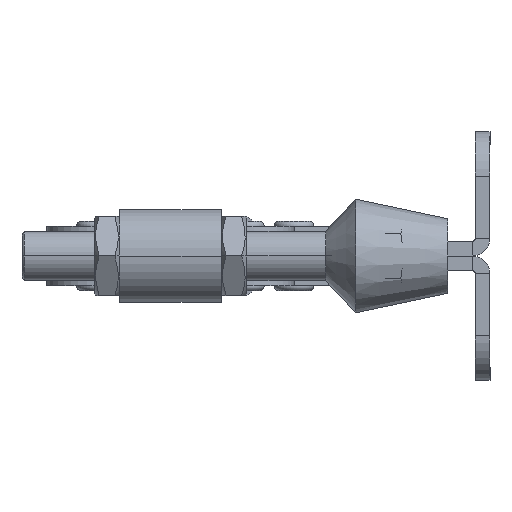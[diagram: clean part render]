
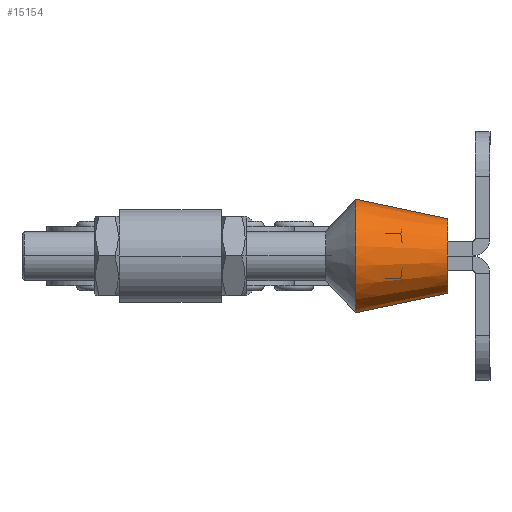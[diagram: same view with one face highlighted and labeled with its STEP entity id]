
A CAD part, left-side view. The second image highlights one B-rep face of the part: STEP entity #15154.
In plain terms, the highlighted conical face has half-angle 12 degrees and reference radius 7.5 mm.
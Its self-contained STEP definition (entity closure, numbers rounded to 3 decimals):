
#1005 = DIRECTION ( 'NONE',  ( 0., 0.978, -0.208 ) ) ;
#1006 = DIRECTION ( 'NONE',  ( 0., 0.978, 0.208 ) ) ;
#1007 = CARTESIAN_POINT ( 'NONE',  ( 0., 0., -7.5 ) ) ;
#1011 = CARTESIAN_POINT ( 'NONE',  ( 0., 0., 7.5 ) ) ;
#1022 = CARTESIAN_POINT ( 'NONE',  ( 0., 18.501, 0. ) ) ;
#1023 = DIRECTION ( 'NONE',  ( 0., -1., 0. ) ) ;
#1024 = DIRECTION ( 'NONE',  ( 0., 0., -1. ) ) ;
#1027 = CARTESIAN_POINT ( 'NONE',  ( 0., 0., 0. ) ) ;
#1028 = DIRECTION ( 'NONE',  ( 0., -1., 0. ) ) ;
#1029 = DIRECTION ( 'NONE',  ( 0., 0., -1. ) ) ;
#1550 = DIRECTION ( 'NONE',  ( 0., 0., 1. ) ) ;
#1552 = DIRECTION ( 'NONE',  ( 0., 1., 0. ) ) ;
#1554 = CARTESIAN_POINT ( 'NONE',  ( 0., 0., 0. ) ) ;
#1705 = CARTESIAN_POINT ( 'NONE',  ( 0., 0., -7.5 ) ) ;
#1872 = AXIS2_PLACEMENT_3D ( 'NONE', #1554, #1552, #1550 ) ;
#3505 = CARTESIAN_POINT ( 'NONE',  ( 0., 0., 7.5 ) ) ;
#5895 = ORIENTED_EDGE ( 'NONE', *, *, #12166, .F. ) ;
#5896 = ORIENTED_EDGE ( 'NONE', *, *, #12173, .F. ) ;
#5897 = ORIENTED_EDGE ( 'NONE', *, *, #12168, .T. ) ;
#5898 = ORIENTED_EDGE ( 'NONE', *, *, #12172, .T. ) ;
#10925 = EDGE_LOOP ( 'NONE', ( #5895, #5896, #5897, #5898 ) ) ;
#11176 = VERTEX_POINT ( 'NONE', #1705 ) ;
#11410 = VERTEX_POINT ( 'NONE', #3505 ) ;
#11702 = VERTEX_POINT ( 'NONE', #23408 ) ;
#11703 = VERTEX_POINT ( 'NONE', #23531 ) ;
#12166 = EDGE_CURVE ( 'NONE', #11176, #11703, #22600, .T. ) ;
#12168 = EDGE_CURVE ( 'NONE', #11410, #11702, #22605, .T. ) ;
#12172 = EDGE_CURVE ( 'NONE', #11702, #11703, #22609, .T. ) ;
#12173 = EDGE_CURVE ( 'NONE', #11410, #11176, #22613, .T. ) ;
#15154 = ADVANCED_FACE ( 'NONE', ( #22836 ), #22847, .T. ) ;
#16957 = AXIS2_PLACEMENT_3D ( 'NONE', #1022, #1023, #1024 ) ;
#16958 = AXIS2_PLACEMENT_3D ( 'NONE', #1027, #1028, #1029 ) ;
#22600 = LINE ( 'NONE', #1007, #22604 ) ;
#22604 = VECTOR ( 'NONE', #1005, 1000. ) ;
#22605 = LINE ( 'NONE', #1011, #22607 ) ;
#22607 = VECTOR ( 'NONE', #1006, 1000. ) ;
#22609 = CIRCLE ( 'NONE', #16957, 11.433 ) ;
#22613 = CIRCLE ( 'NONE', #16958, 7.5 ) ;
#22836 = FACE_OUTER_BOUND ( 'NONE', #10925, .T. ) ;
#22847 = CONICAL_SURFACE ( 'NONE', #1872, 7.5, 0.209 ) ;
#23408 = CARTESIAN_POINT ( 'NONE',  ( 0., 18.501, 11.433 ) ) ;
#23531 = CARTESIAN_POINT ( 'NONE',  ( 0., 18.501, -11.433 ) ) ;
